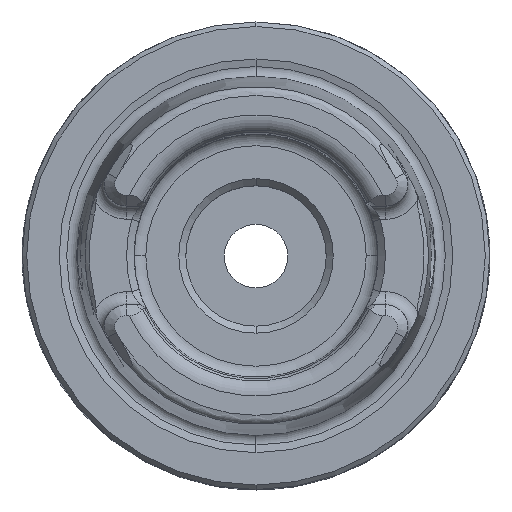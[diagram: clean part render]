
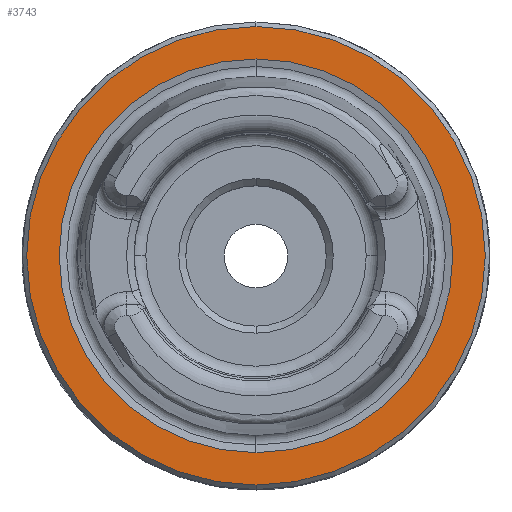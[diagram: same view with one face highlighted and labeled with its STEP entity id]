
A CAD part, top view. The second image highlights one B-rep face of the part: STEP entity #3743.
In plain terms, the highlighted planar face has unit normal (0, 0, 1).
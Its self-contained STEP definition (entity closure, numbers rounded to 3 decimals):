
#1963=EDGE_CURVE('NONE',#3455,#3575,#4917,.T.);
#2979=EDGE_CURVE('NONE',#3701,#3493,#6032,.T.);
#3455=VERTEX_POINT('NONE',#6546);
#3493=VERTEX_POINT('NONE',#6590);
#3575=VERTEX_POINT('NONE',#6683);
#3701=VERTEX_POINT('NONE',#6818);
#3741=EDGE_CURVE('NONE',#3575,#3455,#6864,.F.);
#3743=ADVANCED_FACE('NONE',(#6866,#6867),#6868,.F.);
#3883=EDGE_CURVE('NONE',#3493,#3701,#7019,.T.);
#4917=CIRCLE('',#8730,21.027);
#6032=CIRCLE('',#12377,24.495);
#6546=CARTESIAN_POINT('',(0.,-21.027,0.));
#6590=CARTESIAN_POINT('',(0.,24.495,0.));
#6683=CARTESIAN_POINT('',(0.0,21.027,0.));
#6818=CARTESIAN_POINT('',(0.0,-24.495,0.));
#6864=CIRCLE('',#14471,21.027);
#6866=FACE_OUTER_BOUND('',#14473,.T.);
#6867=FACE_BOUND('',#14474,.T.);
#6868=PLANE('',#14475);
#7019=CIRCLE('',#14922,24.495);
#8730=AXIS2_PLACEMENT_3D('',#16924,#16925,#16926);
#12377=AXIS2_PLACEMENT_3D('',#18094,#18095,#18096);
#14471=AXIS2_PLACEMENT_3D('',#19016,#19017,#19018);
#14473=EDGE_LOOP('',(#19020,#19021));
#14474=EDGE_LOOP('',(#19022,#19023));
#14475=AXIS2_PLACEMENT_3D('',#19024,#19025,#19026);
#14922=AXIS2_PLACEMENT_3D('',#19184,#19185,#19186);
#16924=CARTESIAN_POINT('',(0.0,0.,0.));
#16925=DIRECTION('',(0.0,0.0,1.0));
#16926=DIRECTION('',(0.0,1.0,-0.0));
#18094=CARTESIAN_POINT('',(0.0,0.,0.));
#18095=DIRECTION('',(0.0,0.0,1.0));
#18096=DIRECTION('',(0.0,-1.0,0.0));
#19016=CARTESIAN_POINT('',(0.0,0.,0.));
#19017=DIRECTION('',(0.0,0.0,-1.0));
#19018=DIRECTION('',(0.0,1.0,0.0));
#19020=ORIENTED_EDGE('',*,*,#2979,.T.);
#19021=ORIENTED_EDGE('',*,*,#3883,.T.);
#19022=ORIENTED_EDGE('',*,*,#3741,.F.);
#19023=ORIENTED_EDGE('',*,*,#1963,.F.);
#19024=CARTESIAN_POINT('',(0.0,-19.731,0.));
#19025=DIRECTION('',(0.0,0.0,-1.0));
#19026=DIRECTION('',(0.0,-1.0,0.0));
#19184=CARTESIAN_POINT('',(0.0,0.,0.));
#19185=DIRECTION('',(0.0,0.0,1.0));
#19186=DIRECTION('',(0.0,-1.0,0.0));
